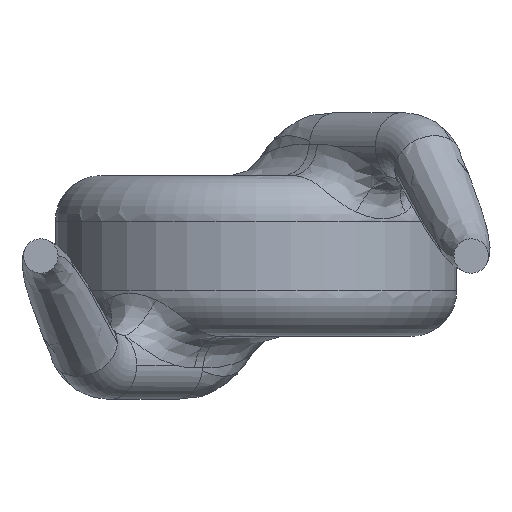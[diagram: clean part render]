
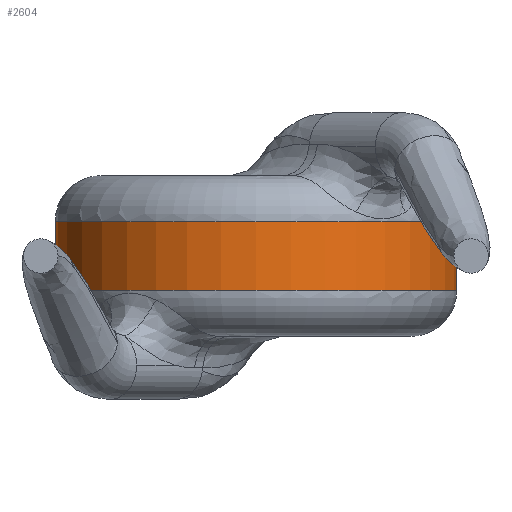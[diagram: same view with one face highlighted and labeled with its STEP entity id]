
A CAD part, front view. The second image highlights one B-rep face of the part: STEP entity #2604.
In plain terms, the highlighted cylindrical face has radius 3.5 mm (diameter 7 mm), a partial arc.
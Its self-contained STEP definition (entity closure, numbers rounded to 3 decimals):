
#99 = VERTEX_POINT ( 'NONE', #1125 ) ;
#131 = DIRECTION ( 'NONE',  ( -1., 0., 0. ) ) ;
#148 = ORIENTED_EDGE ( 'NONE', *, *, #2286, .T. ) ;
#153 = DIRECTION ( 'NONE',  ( 1., 0., 0. ) ) ;
#455 = ORIENTED_EDGE ( 'NONE', *, *, #2036, .T. ) ;
#565 = DIRECTION ( 'NONE',  ( 0., 0., -1. ) ) ;
#567 = EDGE_LOOP ( 'NONE', ( #2716, #1995, #455, #148 ) ) ;
#644 = CARTESIAN_POINT ( 'NONE',  ( 0., 6.5, 0.6 ) ) ;
#697 = LINE ( 'NONE', #1937, #1198 ) ;
#850 = CYLINDRICAL_SURFACE ( 'NONE', #3295, 3.5 ) ;
#989 = AXIS2_PLACEMENT_3D ( 'NONE', #644, #2301, #153 ) ;
#1076 = EDGE_CURVE ( 'NONE', #2214, #99, #697, .T. ) ;
#1125 = CARTESIAN_POINT ( 'NONE',  ( 3.5, 6.5, -0.6 ) ) ;
#1198 = VECTOR ( 'NONE', #565, 1000. ) ;
#1296 = CARTESIAN_POINT ( 'NONE',  ( -3.5, 6.5, 1.4 ) ) ;
#1316 = DIRECTION ( 'NONE',  ( -1., 0., 0. ) ) ;
#1383 = EDGE_CURVE ( 'NONE', #2214, #1455, #3031, .T. ) ;
#1455 = VERTEX_POINT ( 'NONE', #1771 ) ;
#1470 = CARTESIAN_POINT ( 'NONE',  ( 3.5, 6.5, 0.6 ) ) ;
#1479 = DIRECTION ( 'NONE',  ( 0., 0., 1. ) ) ;
#1493 = CARTESIAN_POINT ( 'NONE',  ( 0., 6.5, -0.6 ) ) ;
#1722 = CIRCLE ( 'NONE', #2274, 3.5 ) ;
#1771 = CARTESIAN_POINT ( 'NONE',  ( -3.5, 6.5, 0.6 ) ) ;
#1854 = DIRECTION ( 'NONE',  ( 0., 0., -1. ) ) ;
#1937 = CARTESIAN_POINT ( 'NONE',  ( 3.5, 6.5, 1.4 ) ) ;
#1995 = ORIENTED_EDGE ( 'NONE', *, *, #1383, .T. ) ;
#2036 = EDGE_CURVE ( 'NONE', #1455, #2961, #2273, .T. ) ;
#2189 = FACE_OUTER_BOUND ( 'NONE', #567, .T. ) ;
#2193 = CARTESIAN_POINT ( 'NONE',  ( -3.5, 6.5, -0.6 ) ) ;
#2214 = VERTEX_POINT ( 'NONE', #1470 ) ;
#2273 = LINE ( 'NONE', #1296, #2351 ) ;
#2274 = AXIS2_PLACEMENT_3D ( 'NONE', #1493, #1479, #131 ) ;
#2286 = EDGE_CURVE ( 'NONE', #2961, #99, #1722, .T. ) ;
#2301 = DIRECTION ( 'NONE',  ( 0., 0., -1. ) ) ;
#2351 = VECTOR ( 'NONE', #1854, 1000. ) ;
#2374 = CARTESIAN_POINT ( 'NONE',  ( 0., 6.5, 1.4 ) ) ;
#2604 = ADVANCED_FACE ( 'NONE', ( #2189 ), #850, .T. ) ;
#2716 = ORIENTED_EDGE ( 'NONE', *, *, #1076, .F. ) ;
#2961 = VERTEX_POINT ( 'NONE', #2193 ) ;
#3031 = CIRCLE ( 'NONE', #989, 3.5 ) ;
#3192 = DIRECTION ( 'NONE',  ( 0., 0., -1. ) ) ;
#3295 = AXIS2_PLACEMENT_3D ( 'NONE', #2374, #3192, #1316 ) ;
